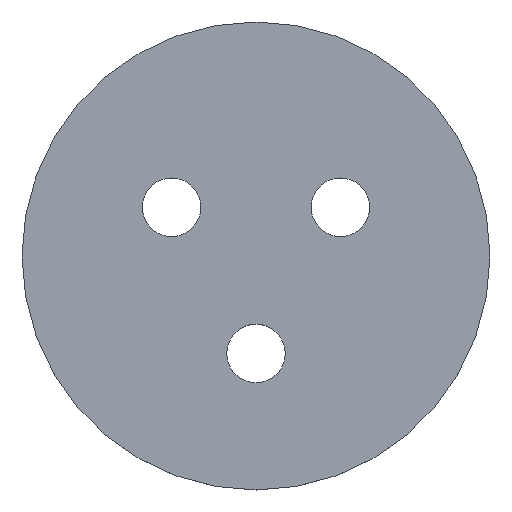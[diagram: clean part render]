
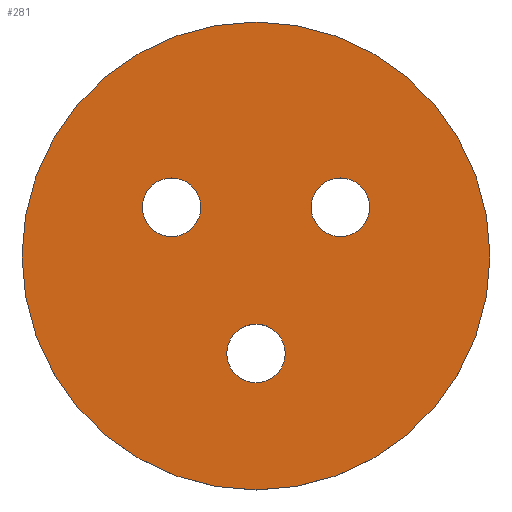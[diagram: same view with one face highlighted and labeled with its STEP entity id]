
A CAD part, top view. The second image highlights one B-rep face of the part: STEP entity #281.
In plain terms, the highlighted planar face has unit normal (0, 0, 1).
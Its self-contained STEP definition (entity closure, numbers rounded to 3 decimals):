
#1 = DIRECTION ( 'NONE',  ( 1., 0., 0. ) ) ;
#2 = PLANE ( 'NONE',  #270 ) ;
#4 = AXIS2_PLACEMENT_3D ( 'NONE', #87, #396, #146 ) ;
#6 = EDGE_LOOP ( 'NONE', ( #167, #127 ) ) ;
#7 = DIRECTION ( 'NONE',  ( 0., 0., -1. ) ) ;
#26 = AXIS2_PLACEMENT_3D ( 'NONE', #119, #299, #206 ) ;
#37 = CARTESIAN_POINT ( 'NONE',  ( 6.495, -111.239, 0. ) ) ;
#43 = ORIENTED_EDGE ( 'NONE', *, *, #195, .F. ) ;
#56 = CIRCLE ( 'NONE', #179, 18. ) ;
#61 = VERTEX_POINT ( 'NONE', #137 ) ;
#63 = CIRCLE ( 'NONE', #149, 2.25 ) ;
#65 = CARTESIAN_POINT ( 'NONE',  ( -4.245, -111.239, 0. ) ) ;
#87 = CARTESIAN_POINT ( 'NONE',  ( -6.495, -111.239, 0. ) ) ;
#89 = DIRECTION ( 'NONE',  ( 1., 0., 0. ) ) ;
#92 = DIRECTION ( 'NONE',  ( 1., 0., 0. ) ) ;
#100 = CIRCLE ( 'NONE', #4, 2.25 ) ;
#104 = FACE_BOUND ( 'NONE', #134, .T. ) ;
#112 = EDGE_CURVE ( 'NONE', #347, #262, #100, .T. ) ;
#119 = CARTESIAN_POINT ( 'NONE',  ( 0., -122.489, 0. ) ) ;
#120 = CIRCLE ( 'NONE', #184, 2.25 ) ;
#122 = CARTESIAN_POINT ( 'NONE',  ( -8.745, -111.239, 0. ) ) ;
#123 = DIRECTION ( 'NONE',  ( 0., 0., 1. ) ) ;
#125 = CARTESIAN_POINT ( 'NONE',  ( 6.495, -111.239, 0. ) ) ;
#127 = ORIENTED_EDGE ( 'NONE', *, *, #319, .T. ) ;
#128 = CARTESIAN_POINT ( 'NONE',  ( -18., -114.989, 0. ) ) ;
#134 = EDGE_LOOP ( 'NONE', ( #222, #138 ) ) ;
#137 = CARTESIAN_POINT ( 'NONE',  ( 18., -114.989, 0. ) ) ;
#138 = ORIENTED_EDGE ( 'NONE', *, *, #112, .T. ) ;
#144 = CARTESIAN_POINT ( 'NONE',  ( 8.745, -111.239, 0. ) ) ;
#146 = DIRECTION ( 'NONE',  ( 1., 0., 0. ) ) ;
#149 = AXIS2_PLACEMENT_3D ( 'NONE', #369, #308, #177 ) ;
#152 = DIRECTION ( 'NONE',  ( 1., 0., 0. ) ) ;
#157 = CARTESIAN_POINT ( 'NONE',  ( 0., -114.989, 0. ) ) ;
#161 = ORIENTED_EDGE ( 'NONE', *, *, #216, .T. ) ;
#164 = AXIS2_PLACEMENT_3D ( 'NONE', #37, #336, #92 ) ;
#166 = ORIENTED_EDGE ( 'NONE', *, *, #344, .F. ) ;
#167 = ORIENTED_EDGE ( 'NONE', *, *, #321, .T. ) ;
#177 = DIRECTION ( 'NONE',  ( 1., 0., 0. ) ) ;
#178 = CARTESIAN_POINT ( 'NONE',  ( 4.245, -111.239, 0. ) ) ;
#179 = AXIS2_PLACEMENT_3D ( 'NONE', #266, #358, #364 ) ;
#184 = AXIS2_PLACEMENT_3D ( 'NONE', #125, #335, #1 ) ;
#187 = FACE_OUTER_BOUND ( 'NONE', #273, .T. ) ;
#189 = VERTEX_POINT ( 'NONE', #144 ) ;
#195 = EDGE_CURVE ( 'NONE', #340, #61, #56, .T. ) ;
#204 = AXIS2_PLACEMENT_3D ( 'NONE', #157, #7, #89 ) ;
#206 = DIRECTION ( 'NONE',  ( 1., 0., 0. ) ) ;
#207 = CARTESIAN_POINT ( 'NONE',  ( 0., 0., 0. ) ) ;
#213 = VERTEX_POINT ( 'NONE', #361 ) ;
#216 = EDGE_CURVE ( 'NONE', #365, #213, #343, .T. ) ;
#222 = ORIENTED_EDGE ( 'NONE', *, *, #368, .T. ) ;
#225 = AXIS2_PLACEMENT_3D ( 'NONE', #275, #333, #152 ) ;
#228 = EDGE_LOOP ( 'NONE', ( #276, #161 ) ) ;
#240 = CARTESIAN_POINT ( 'NONE',  ( -2.25, -122.489, 0. ) ) ;
#242 = DIRECTION ( 'NONE',  ( 1., 0., 0. ) ) ;
#252 = FACE_BOUND ( 'NONE', #6, .T. ) ;
#259 = FACE_BOUND ( 'NONE', #228, .T. ) ;
#262 = VERTEX_POINT ( 'NONE', #65 ) ;
#266 = CARTESIAN_POINT ( 'NONE',  ( 0., -114.989, 0. ) ) ;
#270 = AXIS2_PLACEMENT_3D ( 'NONE', #207, #123, #242 ) ;
#273 = EDGE_LOOP ( 'NONE', ( #166, #43 ) ) ;
#275 = CARTESIAN_POINT ( 'NONE',  ( -6.495, -111.239, 0. ) ) ;
#276 = ORIENTED_EDGE ( 'NONE', *, *, #285, .T. ) ;
#281 = ADVANCED_FACE ( 'NONE', ( #187, #104, #252, #259 ), #2, .T. ) ;
#285 = EDGE_CURVE ( 'NONE', #213, #365, #63, .T. ) ;
#292 = CIRCLE ( 'NONE', #225, 2.25 ) ;
#299 = DIRECTION ( 'NONE',  ( 0., 0., -1. ) ) ;
#300 = CIRCLE ( 'NONE', #164, 2.25 ) ;
#308 = DIRECTION ( 'NONE',  ( 0., 0., -1. ) ) ;
#319 = EDGE_CURVE ( 'NONE', #352, #189, #300, .T. ) ;
#321 = EDGE_CURVE ( 'NONE', #189, #352, #120, .T. ) ;
#333 = DIRECTION ( 'NONE',  ( 0., 0., -1. ) ) ;
#335 = DIRECTION ( 'NONE',  ( 0., 0., -1. ) ) ;
#336 = DIRECTION ( 'NONE',  ( 0., 0., -1. ) ) ;
#340 = VERTEX_POINT ( 'NONE', #128 ) ;
#343 = CIRCLE ( 'NONE', #26, 2.25 ) ;
#344 = EDGE_CURVE ( 'NONE', #61, #340, #376, .T. ) ;
#347 = VERTEX_POINT ( 'NONE', #122 ) ;
#352 = VERTEX_POINT ( 'NONE', #178 ) ;
#358 = DIRECTION ( 'NONE',  ( 0., 0., -1. ) ) ;
#361 = CARTESIAN_POINT ( 'NONE',  ( 2.25, -122.489, 0. ) ) ;
#364 = DIRECTION ( 'NONE',  ( 1., 0., 0. ) ) ;
#365 = VERTEX_POINT ( 'NONE', #240 ) ;
#368 = EDGE_CURVE ( 'NONE', #262, #347, #292, .T. ) ;
#369 = CARTESIAN_POINT ( 'NONE',  ( 0., -122.489, 0. ) ) ;
#376 = CIRCLE ( 'NONE', #204, 18. ) ;
#396 = DIRECTION ( 'NONE',  ( 0., 0., -1. ) ) ;
